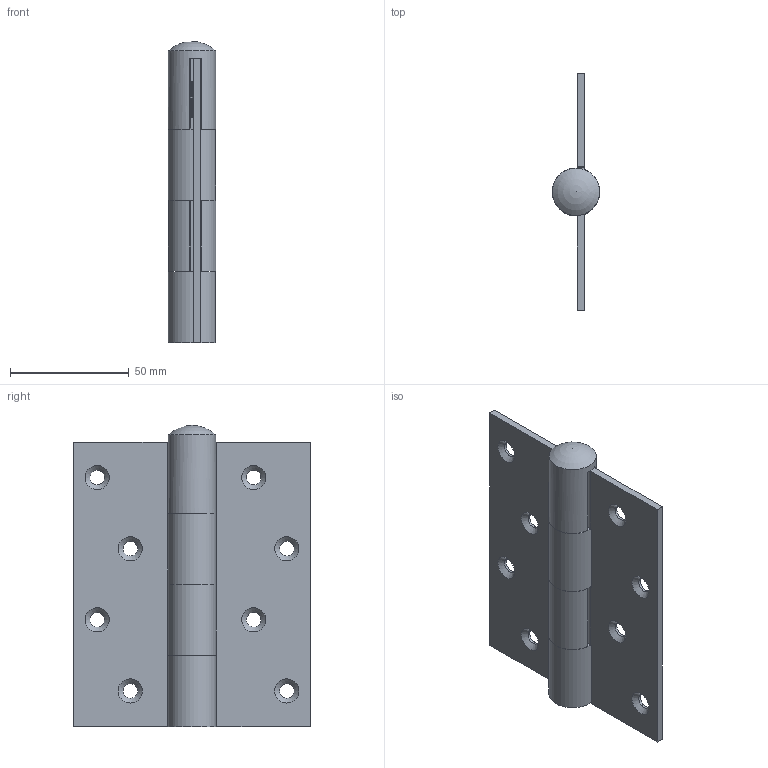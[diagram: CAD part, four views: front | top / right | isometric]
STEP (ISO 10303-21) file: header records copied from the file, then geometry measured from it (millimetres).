
FILE_DESCRIPTION(/* description */ (''),/* implementation_level */ '2;1');
FILE_NAME(/* name */ '1514C.stp',/* time_stamp */ '2016-01-26T14:39:39+01:00',/* author */ ('Giuliano'),/* organization */ (''),/* preprocessor_version */ 'ST-DEVELOPER v15.6',/* originating_system */ 'Autodesk Inventor 2015',/* authorisation */ '');
FILE_SCHEMA (('AUTOMOTIVE_DESIGN { 1 0 10303 214 3 1 1 }'));
Length unit declared in the file: millimetre
Products named in the file (1): Pièce7
Bounding box: 20 x 100 x 127 mm (x, y, z)
Volume: 66244 mm3; surface area: 30709.2 mm2
Topology: 1 solids, 1 shells, 108 faces, 299 edges, 197 vertices
Faces by surface type: plane 76, cylinder 22, cone 9, sphere 1
Full cylindrical faces by diameter (mm): 6.2 x8, 14 x1, 20 x1
Entity records: 3426 total; most frequent: DIRECTION 575, CARTESIAN_POINT 555, ORIENTED_EDGE 526, EDGE_CURVE 263, AXIS2_PLACEMENT_3D 203, VERTEX_POINT 183, LINE 169, VECTOR 169
